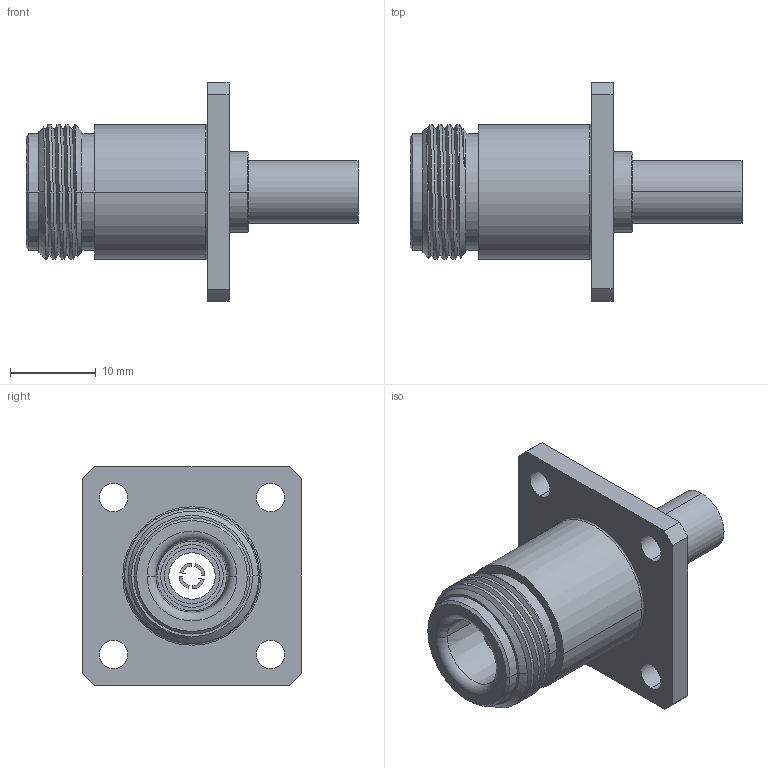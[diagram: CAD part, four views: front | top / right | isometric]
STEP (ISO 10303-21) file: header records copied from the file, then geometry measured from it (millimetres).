
FILE_DESCRIPTION (( 'STEP AP214' ), '1' );
FILE_NAME ('25-278-B3-AK.STEP', '2025-02-27T11:21:46', ( '' ), ( '' ), 'SwSTEP 2.0', 'SolidWorks 2024', '' );
FILE_SCHEMA (( 'AUTOMOTIVE_DESIGN' ));
Length unit declared in the file: millimetre
Products named in the file (1): 25-278-B3-AK
Bounding box: 38.62 x 25.4 x 25.4 mm (x, y, z)
Surface area: 3743.4 mm2 (no closed solid volume)
Topology: 0 solids, 7 shells, 85 faces, 572 edges, 502 vertices
Faces by surface type: cylinder 36, plane 23, cone 18, torus 6, bspline 2
Entity records: 6591 total; most frequent: CARTESIAN_POINT 2728, ORIENTED_EDGE 750, DIRECTION 695, EDGE_CURVE 572, VERTEX_POINT 502, AXIS2_PLACEMENT_3D 306, B_SPLINE_CURVE_WITH_KNOTS 252, CIRCLE 222
